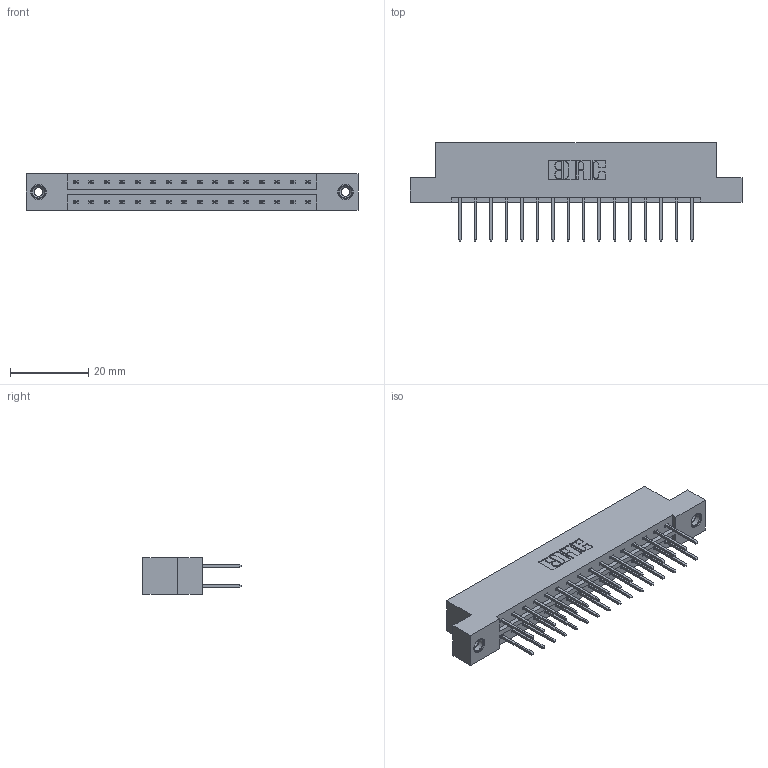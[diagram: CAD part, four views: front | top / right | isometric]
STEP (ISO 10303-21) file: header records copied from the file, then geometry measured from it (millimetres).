
FILE_DESCRIPTION (( 'STEP AP203' ), '1' );
FILE_NAME ('833-032-523-208.STEP', '2020-06-02T17:34:45', ( '' ), ( '' ), 'SwSTEP 2.0', 'SolidWorks 2020', '' );
FILE_SCHEMA (( 'CONFIG_CONTROL_DESIGN' ));
Length unit declared in the file: inch
Products named in the file (4): 833 Part_Flush - .156 Dia - TI; 345-292-001_345-293-123; 833-032-523-208; 345-250-001_345-250-003-102
Assembly tree (35 placements, depth 2):
  833-032-523-208
    833 Part_Flush - .156 Dia - TI
    345-292-001_345-293-123  x32
    345-250-001_345-250-003-102  x2
Bounding box: 84.94 x 25.15 x 9.4 mm (x, y, z)
Volume: 8487.6 mm3; surface area: 10087.2 mm2
Topology: 35 solids, 35 shells, 1838 faces, 5407 edges, 3554 vertices
Faces by surface type: plane 1254, cylinder 568, cone 12, torus 4
Entity records: 14860 total; most frequent: CARTESIAN_POINT 2477, ORIENTED_EDGE 2406, DIRECTION 2193, EDGE_CURVE 1203, VECTOR 1055, LINE 1055, VERTEX_POINT 796, AXIS2_PLACEMENT_3D 569
